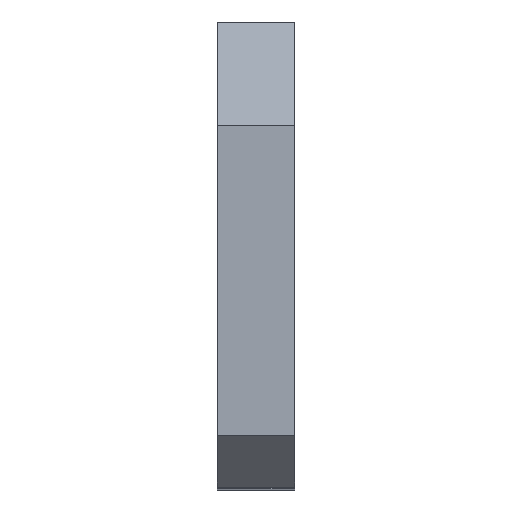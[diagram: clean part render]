
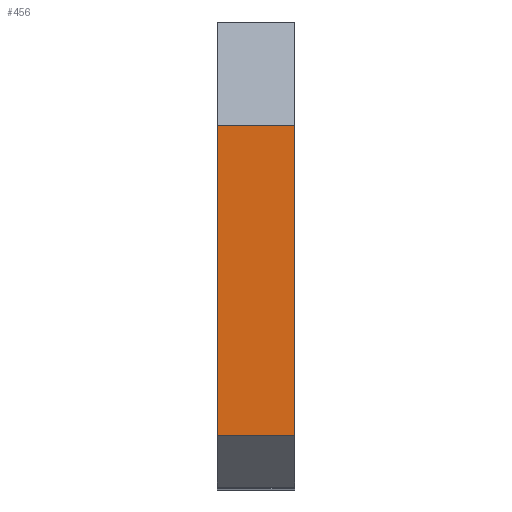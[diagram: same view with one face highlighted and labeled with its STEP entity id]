
A CAD part, top view. The second image highlights one B-rep face of the part: STEP entity #456.
In plain terms, the highlighted planar face has unit normal (0, 0, 1).
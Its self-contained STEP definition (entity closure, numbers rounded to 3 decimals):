
#2 = LINE ( 'NONE', #790, #180 ) ;
#13 = CARTESIAN_POINT ( 'NONE',  ( 3., 5., 34.5 ) ) ;
#84 = VERTEX_POINT ( 'NONE', #94 ) ;
#94 = CARTESIAN_POINT ( 'NONE',  ( 0., -7., 34.5 ) ) ;
#104 = AXIS2_PLACEMENT_3D ( 'NONE', #13, #574, #863 ) ;
#129 = VECTOR ( 'NONE', #543, 1000. ) ;
#180 = VECTOR ( 'NONE', #364, 1000. ) ;
#272 = VERTEX_POINT ( 'NONE', #373 ) ;
#302 = CARTESIAN_POINT ( 'NONE',  ( 3., -7., 34.5 ) ) ;
#325 = VECTOR ( 'NONE', #420, 1000. ) ;
#349 = EDGE_LOOP ( 'NONE', ( #536, #666, #643, #681 ) ) ;
#364 = DIRECTION ( 'NONE',  ( 0., -1., 0. ) ) ;
#370 = PLANE ( 'NONE',  #104 ) ;
#373 = CARTESIAN_POINT ( 'NONE',  ( 3., 5., 34.5 ) ) ;
#374 = DIRECTION ( 'NONE',  ( -1., 0., 0. ) ) ;
#416 = VERTEX_POINT ( 'NONE', #422 ) ;
#420 = DIRECTION ( 'NONE',  ( -1., 0., 0. ) ) ;
#422 = CARTESIAN_POINT ( 'NONE',  ( 3., -7., 34.5 ) ) ;
#430 = LINE ( 'NONE', #651, #325 ) ;
#456 = ADVANCED_FACE ( 'NONE', ( #723 ), #370, .F. ) ;
#466 = EDGE_CURVE ( 'NONE', #523, #84, #2, .T. ) ;
#487 = EDGE_CURVE ( 'NONE', #416, #84, #500, .T. ) ;
#500 = LINE ( 'NONE', #302, #691 ) ;
#523 = VERTEX_POINT ( 'NONE', #647 ) ;
#536 = ORIENTED_EDGE ( 'NONE', *, *, #466, .T. ) ;
#540 = CARTESIAN_POINT ( 'NONE',  ( 3., 5., 34.5 ) ) ;
#543 = DIRECTION ( 'NONE',  ( 0., -1., 0. ) ) ;
#574 = DIRECTION ( 'NONE',  ( 0., 0., -1. ) ) ;
#643 = ORIENTED_EDGE ( 'NONE', *, *, #708, .F. ) ;
#647 = CARTESIAN_POINT ( 'NONE',  ( 0., 5., 34.5 ) ) ;
#651 = CARTESIAN_POINT ( 'NONE',  ( 3., 5., 34.5 ) ) ;
#666 = ORIENTED_EDGE ( 'NONE', *, *, #487, .F. ) ;
#681 = ORIENTED_EDGE ( 'NONE', *, *, #830, .T. ) ;
#691 = VECTOR ( 'NONE', #374, 1000. ) ;
#708 = EDGE_CURVE ( 'NONE', #272, #416, #836, .T. ) ;
#723 = FACE_OUTER_BOUND ( 'NONE', #349, .T. ) ;
#790 = CARTESIAN_POINT ( 'NONE',  ( 0., 5., 34.5 ) ) ;
#830 = EDGE_CURVE ( 'NONE', #272, #523, #430, .T. ) ;
#836 = LINE ( 'NONE', #540, #129 ) ;
#863 = DIRECTION ( 'NONE',  ( 0., 1., 0. ) ) ;
